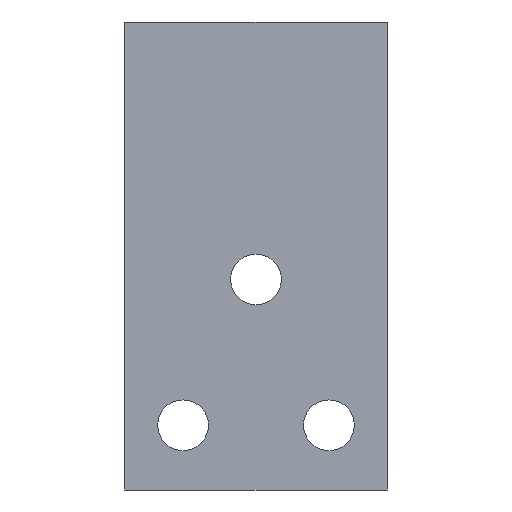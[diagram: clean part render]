
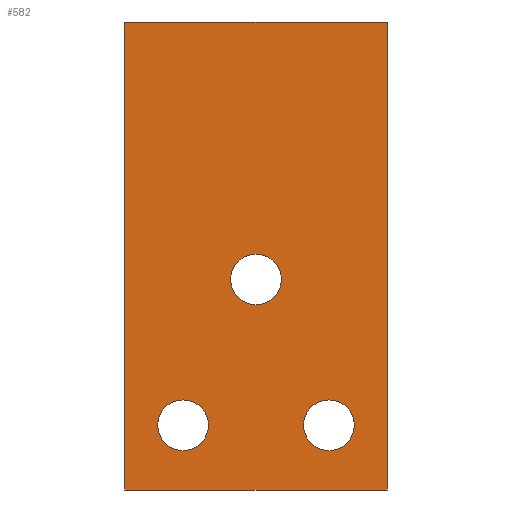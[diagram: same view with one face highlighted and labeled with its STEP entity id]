
A CAD part, front view. The second image highlights one B-rep face of the part: STEP entity #582.
In plain terms, the highlighted planar face has unit normal (0, -1, 0).
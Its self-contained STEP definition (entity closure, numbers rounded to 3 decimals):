
#29=DIRECTION('',(1.,0.,0.));
#30=VECTOR('',#29,33.6);
#31=CARTESIAN_POINT('',(-16.8,0.,38.));
#32=LINE('',#31,#30);
#123=DIRECTION('',(0.,0.,-1.));
#124=VECTOR('',#123,60.);
#125=CARTESIAN_POINT('',(16.8,0.,38.));
#126=LINE('',#125,#124);
#127=DIRECTION('',(-1.,0.,0.));
#128=VECTOR('',#127,33.6);
#129=CARTESIAN_POINT('',(16.8,0.,-22.));
#130=LINE('',#129,#128);
#131=DIRECTION('',(0.,0.,1.));
#132=VECTOR('',#131,60.);
#133=CARTESIAN_POINT('',(-16.8,0.,-22.));
#134=LINE('',#133,#132);
#135=CARTESIAN_POINT('',(-9.35,0.,-13.7));
#136=DIRECTION('',(0.,1.,0.));
#137=DIRECTION('',(1.,0.,0.));
#138=AXIS2_PLACEMENT_3D('',#135,#136,#137);
#140=CARTESIAN_POINT('',(-9.35,0.,-13.7));
#141=DIRECTION('',(0.,1.,0.));
#142=DIRECTION('',(-1.,0.,0.));
#143=AXIS2_PLACEMENT_3D('',#140,#141,#142);
#145=CARTESIAN_POINT('',(9.35,0.,-13.7));
#146=DIRECTION('',(0.,1.,0.));
#147=DIRECTION('',(1.,0.,0.));
#148=AXIS2_PLACEMENT_3D('',#145,#146,#147);
#150=CARTESIAN_POINT('',(9.35,0.,-13.7));
#151=DIRECTION('',(0.,1.,0.));
#152=DIRECTION('',(-1.,0.,0.));
#153=AXIS2_PLACEMENT_3D('',#150,#151,#152);
#155=CARTESIAN_POINT('',(0.,0.,5.));
#156=DIRECTION('',(0.,1.,0.));
#157=DIRECTION('',(1.,0.,0.));
#158=AXIS2_PLACEMENT_3D('',#155,#156,#157);
#160=CARTESIAN_POINT('',(0.,0.,5.));
#161=DIRECTION('',(0.,1.,0.));
#162=DIRECTION('',(-1.,0.,0.));
#163=AXIS2_PLACEMENT_3D('',#160,#161,#162);
#318=CARTESIAN_POINT('',(-16.8,0.,38.));
#320=VERTEX_POINT('',#318);
#321=CARTESIAN_POINT('',(16.8,0.,38.));
#322=VERTEX_POINT('',#321);
#337=CARTESIAN_POINT('',(16.8,0.,-22.));
#338=CARTESIAN_POINT('',(-16.8,0.,-22.));
#339=VERTEX_POINT('',#337);
#340=VERTEX_POINT('',#338);
#341=CARTESIAN_POINT('',(-6.1,0.,-13.7));
#342=CARTESIAN_POINT('',(-12.6,0.,-13.7));
#343=VERTEX_POINT('',#341);
#344=VERTEX_POINT('',#342);
#345=CARTESIAN_POINT('',(12.6,0.,-13.7));
#346=CARTESIAN_POINT('',(6.1,0.,-13.7));
#347=VERTEX_POINT('',#345);
#348=VERTEX_POINT('',#346);
#349=CARTESIAN_POINT('',(3.25,0.,5.));
#350=CARTESIAN_POINT('',(-3.25,0.,5.));
#351=VERTEX_POINT('',#349);
#352=VERTEX_POINT('',#350);
#552=CARTESIAN_POINT('',(-16.8,0.,0.));
#553=DIRECTION('',(0.,-1.,0.));
#554=DIRECTION('',(1.,0.,0.));
#555=AXIS2_PLACEMENT_3D('',#552,#553,#554);
#556=PLANE('',#555);
#558=ORIENTED_EDGE('',*,*,#557,.T.);
#560=ORIENTED_EDGE('',*,*,#559,.T.);
#561=ORIENTED_EDGE('',*,*,#447,.T.);
#562=ORIENTED_EDGE('',*,*,#432,.T.);
#563=EDGE_LOOP('',(#558,#560,#561,#562));
#564=FACE_OUTER_BOUND('',#563,.F.);
#565=ORIENTED_EDGE('',*,*,#542,.F.);
#567=ORIENTED_EDGE('',*,*,#566,.F.);
#568=EDGE_LOOP('',(#565,#567));
#569=FACE_BOUND('',#568,.F.);
#571=ORIENTED_EDGE('',*,*,#570,.F.);
#573=ORIENTED_EDGE('',*,*,#572,.F.);
#574=EDGE_LOOP('',(#571,#573));
#575=FACE_BOUND('',#574,.F.);
#577=ORIENTED_EDGE('',*,*,#576,.F.);
#579=ORIENTED_EDGE('',*,*,#578,.F.);
#580=EDGE_LOOP('',(#577,#579));
#581=FACE_BOUND('',#580,.F.);
#582=ADVANCED_FACE('',(#564,#569,#575,#581),#556,.T.);
#139=CIRCLE('',#138,3.25);
#144=CIRCLE('',#143,3.25);
#149=CIRCLE('',#148,3.25);
#154=CIRCLE('',#153,3.25);
#159=CIRCLE('',#158,3.25);
#164=CIRCLE('',#163,3.25);
#432=EDGE_CURVE('',#320,#322,#32,.T.);
#447=EDGE_CURVE('',#340,#320,#134,.T.);
#542=EDGE_CURVE('',#343,#344,#139,.T.);
#557=EDGE_CURVE('',#322,#339,#126,.T.);
#559=EDGE_CURVE('',#339,#340,#130,.T.);
#566=EDGE_CURVE('',#344,#343,#144,.T.);
#570=EDGE_CURVE('',#347,#348,#149,.T.);
#572=EDGE_CURVE('',#348,#347,#154,.T.);
#576=EDGE_CURVE('',#351,#352,#159,.T.);
#578=EDGE_CURVE('',#352,#351,#164,.T.);
